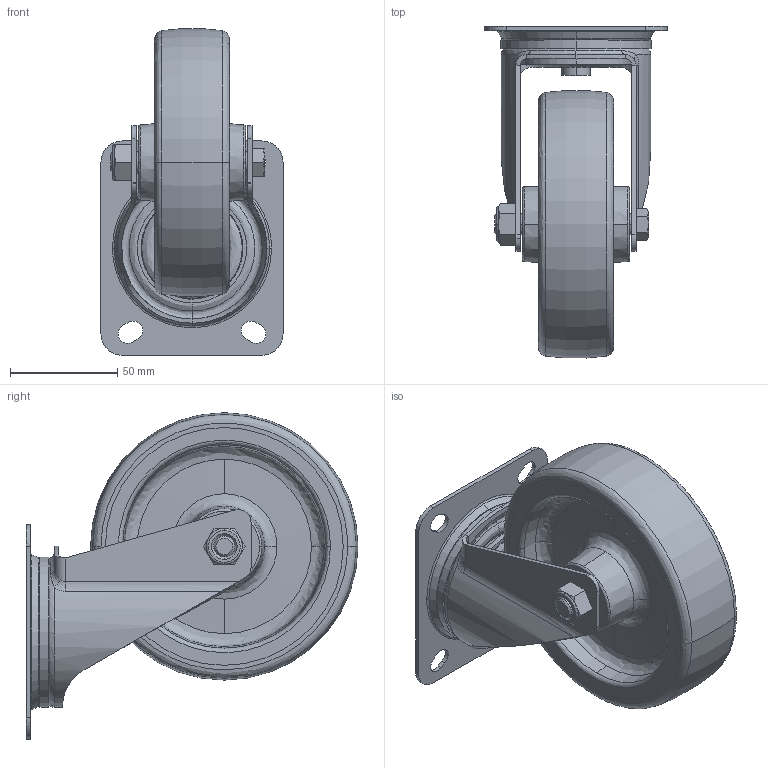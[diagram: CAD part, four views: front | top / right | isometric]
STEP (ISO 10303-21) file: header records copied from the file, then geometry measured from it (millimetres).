
FILE_DESCRIPTION (( 'STEP AP214' ), '1' );
FILE_NAME ('0056746.step', '2024-04-11T10:06:24', ( '' ), ( '' ), 'SwSTEP 2.0', 'SolidWorks 2020', '' );
FILE_SCHEMA (( 'AUTOMOTIVE_DESIGN' ));
Length unit declared in the file: millimetre
Products named in the file (1): 0056746
Bounding box: 85 x 154.89 x 152.39 mm (x, y, z)
Volume: 346769.9 mm3; surface area: 98386.8 mm2
Topology: 1 solids, 3 shells, 271 faces, 654 edges, 408 vertices
Faces by surface type: bspline 111, plane 59, cone 52, cylinder 47, torus 2
Entity records: 31967 total; most frequent: CARTESIAN_POINT 25528, ORIENTED_EDGE 1308, DIRECTION 1158, EDGE_CURVE 654, AXIS2_PLACEMENT_3D 493, VERTEX_POINT 408, CIRCLE 332, EDGE_LOOP 304
